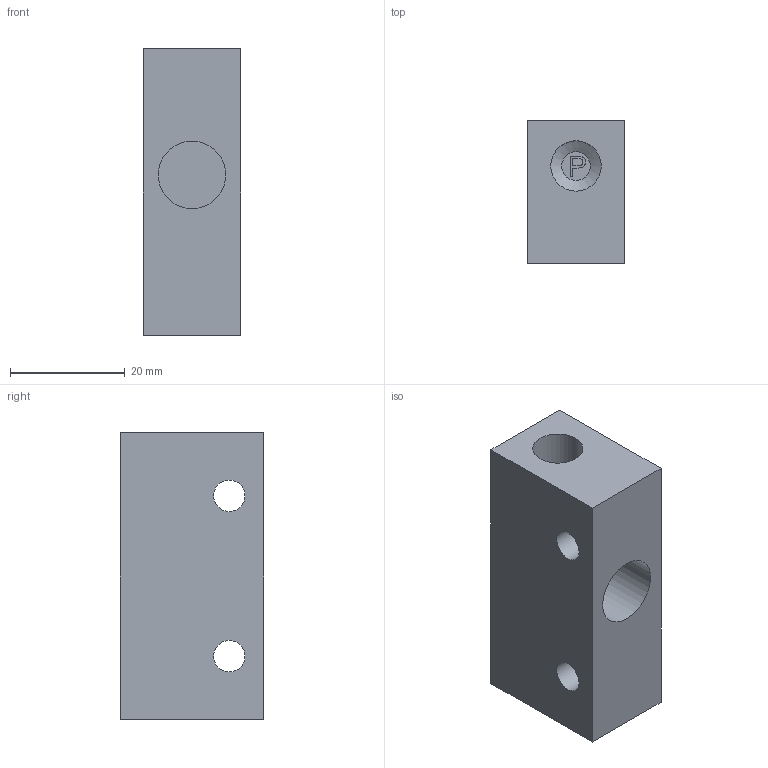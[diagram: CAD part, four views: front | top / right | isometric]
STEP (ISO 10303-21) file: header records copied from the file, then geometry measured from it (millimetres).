
FILE_DESCRIPTION((''),'2;1');
FILE_NAME('110 050 01.stp','2012-05-31T19:58:32',('HJ'),('AVAC Vacuumteknik AB'),'Autodesk Inventor 2012','Autodesk Inventor 2012','');
FILE_SCHEMA(('AUTOMOTIVE_DESIGN { 1 0 10303 214 1 1 1 1 }'));
Length unit declared in the file: millimetre
Products named in the file (1): 110 050 01
Bounding box: 17 x 25 x 50 mm (x, y, z)
Volume: 17032.6 mm3; surface area: 7189.6 mm2
Topology: 1 solids, 1 shells, 62 faces, 155 edges, 102 vertices
Faces by surface type: plane 34, bspline 14, cylinder 11, cone 3
Full cylindrical faces by diameter (mm): 4.2 x1, 5 x2, 5.5 x2, 8.8 x1, 11.8 x2
Entity records: 1933 total; most frequent: CARTESIAN_POINT 498, ORIENTED_EDGE 272, DIRECTION 231, EDGE_CURVE 136, VERTEX_POINT 94, EDGE_LOOP 84, VECTOR 83, LINE 83
